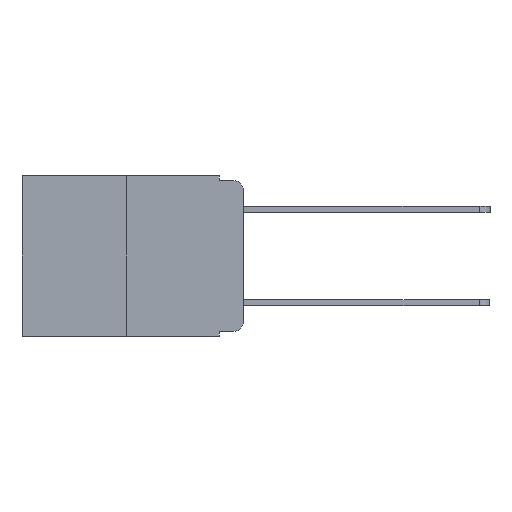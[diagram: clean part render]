
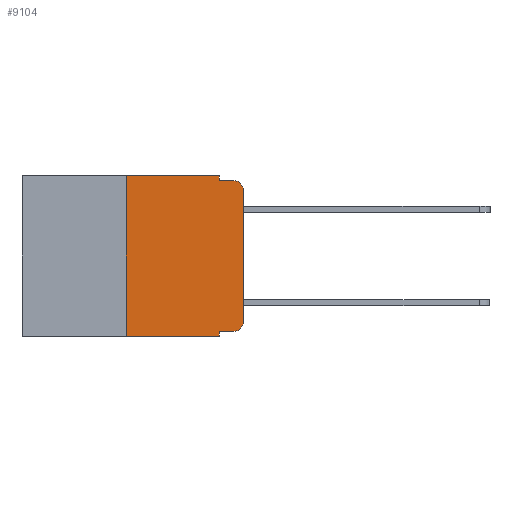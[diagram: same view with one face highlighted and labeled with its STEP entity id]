
A CAD part, left-side view. The second image highlights one B-rep face of the part: STEP entity #9104.
In plain terms, the highlighted planar face has unit normal (-1, 0, 0).
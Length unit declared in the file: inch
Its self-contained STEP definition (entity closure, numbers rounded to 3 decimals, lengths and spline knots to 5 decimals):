
#119 = EDGE_CURVE ( 'NONE', #13787, #11994, #10632, .T. ) ;
#219 = ORIENTED_EDGE ( 'NONE', *, *, #13853, .T. ) ;
#231 = EDGE_CURVE ( 'NONE', #1029, #13787, #7775, .T. ) ;
#242 = CARTESIAN_POINT ( 'NONE',  ( 0., 0.051, -0.333 ) ) ;
#276 = DIRECTION ( 'NONE',  ( 0., -1., 0. ) ) ;
#349 = CARTESIAN_POINT ( 'NONE',  ( 0., 0.051, -0.333 ) ) ;
#853 = VECTOR ( 'NONE', #13760, 39.37008 ) ;
#1029 = VERTEX_POINT ( 'NONE', #4240 ) ;
#1080 = LINE ( 'NONE', #2935, #7461 ) ;
#1146 = CARTESIAN_POINT ( 'NONE',  ( 0., 0.25, 0. ) ) ;
#1147 = EDGE_CURVE ( 'NONE', #11994, #11025, #4124, .T. ) ;
#1687 = ORIENTED_EDGE ( 'NONE', *, *, #3616, .T. ) ;
#1711 = CARTESIAN_POINT ( 'NONE',  ( 0., 0.02, -0.313 ) ) ;
#1731 = VERTEX_POINT ( 'NONE', #242 ) ;
#2009 = EDGE_CURVE ( 'NONE', #11025, #3472, #11693, .T. ) ;
#2048 = VERTEX_POINT ( 'NONE', #7540 ) ;
#2145 = PLANE ( 'NONE',  #8463 ) ;
#2225 = CARTESIAN_POINT ( 'NONE',  ( 0., 0.051, -0.01 ) ) ;
#2249 = CIRCLE ( 'NONE', #5832, 0.02 ) ;
#2455 = ORIENTED_EDGE ( 'NONE', *, *, #2009, .F. ) ;
#2798 = CARTESIAN_POINT ( 'NONE',  ( 0., 0.051, -0.01 ) ) ;
#2818 = EDGE_CURVE ( 'NONE', #3665, #3472, #13062, .T. ) ;
#2935 = CARTESIAN_POINT ( 'NONE',  ( 0., 0.473, -0.343 ) ) ;
#2941 = DIRECTION ( 'NONE',  ( 0., 0., -1. ) ) ;
#3472 = VERTEX_POINT ( 'NONE', #13408 ) ;
#3616 = EDGE_CURVE ( 'NONE', #9981, #3665, #12107, .T. ) ;
#3632 = VECTOR ( 'NONE', #11521, 39.37008 ) ;
#3665 = VERTEX_POINT ( 'NONE', #9364 ) ;
#3729 = CARTESIAN_POINT ( 'NONE',  ( 0., 0.473, 0. ) ) ;
#3776 = DIRECTION ( 'NONE',  ( 0., -1., 0. ) ) ;
#3995 = CARTESIAN_POINT ( 'NONE',  ( 0., 0.25, 0. ) ) ;
#4124 = LINE ( 'NONE', #10429, #853 ) ;
#4240 = CARTESIAN_POINT ( 'NONE',  ( 0., 0.25, -0.343 ) ) ;
#4285 = DIRECTION ( 'NONE',  ( 0., 0., -1. ) ) ;
#4309 = EDGE_LOOP ( 'NONE', ( #1687, #6543, #2455, #8357, #4489, #7283, #7083, #12413, #219, #10130 ) ) ;
#4489 = ORIENTED_EDGE ( 'NONE', *, *, #119, .F. ) ;
#4537 = DIRECTION ( 'NONE',  ( 1., 0., 0. ) ) ;
#4889 = EDGE_CURVE ( 'NONE', #1029, #12514, #1080, .T. ) ;
#4920 = DIRECTION ( 'NONE',  ( 0., 0., 1. ) ) ;
#5381 = VECTOR ( 'NONE', #4285, 39.37008 ) ;
#5525 = CARTESIAN_POINT ( 'NONE',  ( 0., 0.051, -0.343 ) ) ;
#5553 = DIRECTION ( 'NONE',  ( -1., 0., 0. ) ) ;
#5832 = AXIS2_PLACEMENT_3D ( 'NONE', #1711, #9908, #2941 ) ;
#6543 = ORIENTED_EDGE ( 'NONE', *, *, #2818, .T. ) ;
#7083 = ORIENTED_EDGE ( 'NONE', *, *, #4889, .T. ) ;
#7283 = ORIENTED_EDGE ( 'NONE', *, *, #231, .F. ) ;
#7411 = CARTESIAN_POINT ( 'NONE',  ( 0., 0., -0.313 ) ) ;
#7461 = VECTOR ( 'NONE', #9905, 39.37008 ) ;
#7540 = CARTESIAN_POINT ( 'NONE',  ( 0., 0.02, -0.333 ) ) ;
#7610 = VECTOR ( 'NONE', #3776, 39.37008 ) ;
#7693 = FACE_OUTER_BOUND ( 'NONE', #4309, .T. ) ;
#7775 = LINE ( 'NONE', #1146, #8144 ) ;
#8144 = VECTOR ( 'NONE', #4920, 39.37008 ) ;
#8357 = ORIENTED_EDGE ( 'NONE', *, *, #1147, .F. ) ;
#8463 = AXIS2_PLACEMENT_3D ( 'NONE', #11453, #4537, #12577 ) ;
#8484 = LINE ( 'NONE', #14536, #5381 ) ;
#8712 = VECTOR ( 'NONE', #276, 39.37008 ) ;
#9104 = ADVANCED_FACE ( 'NONE', ( #7693 ), #2145, .F. ) ;
#9364 = CARTESIAN_POINT ( 'NONE',  ( 0., 0., -0.03 ) ) ;
#9905 = DIRECTION ( 'NONE',  ( 0., -1., 0. ) ) ;
#9908 = DIRECTION ( 'NONE',  ( -1., 0., 0. ) ) ;
#9981 = VERTEX_POINT ( 'NONE', #7411 ) ;
#10130 = ORIENTED_EDGE ( 'NONE', *, *, #13126, .T. ) ;
#10429 = CARTESIAN_POINT ( 'NONE',  ( 0., 0.051, 0. ) ) ;
#10579 = CARTESIAN_POINT ( 'NONE',  ( 0., 0.051, 0. ) ) ;
#10632 = LINE ( 'NONE', #3729, #7610 ) ;
#11025 = VERTEX_POINT ( 'NONE', #2225 ) ;
#11432 = AXIS2_PLACEMENT_3D ( 'NONE', #12422, #5553, #13499 ) ;
#11453 = CARTESIAN_POINT ( 'NONE',  ( 0., 0.473, 0. ) ) ;
#11521 = DIRECTION ( 'NONE',  ( 0., 0., 1. ) ) ;
#11693 = LINE ( 'NONE', #2798, #8712 ) ;
#11994 = VERTEX_POINT ( 'NONE', #10579 ) ;
#12107 = LINE ( 'NONE', #13733, #3632 ) ;
#12413 = ORIENTED_EDGE ( 'NONE', *, *, #14584, .F. ) ;
#12422 = CARTESIAN_POINT ( 'NONE',  ( 0., 0.02, -0.03 ) ) ;
#12514 = VERTEX_POINT ( 'NONE', #5525 ) ;
#12577 = DIRECTION ( 'NONE',  ( 0., 0., -1. ) ) ;
#13062 = CIRCLE ( 'NONE', #11432, 0.02 ) ;
#13126 = EDGE_CURVE ( 'NONE', #2048, #9981, #2249, .T. ) ;
#13165 = DIRECTION ( 'NONE',  ( 0., -1., 0. ) ) ;
#13408 = CARTESIAN_POINT ( 'NONE',  ( 0., 0.02, -0.01 ) ) ;
#13499 = DIRECTION ( 'NONE',  ( 0., 0., -1. ) ) ;
#13733 = CARTESIAN_POINT ( 'NONE',  ( 0., 0., 0. ) ) ;
#13760 = DIRECTION ( 'NONE',  ( 0., 0., -1. ) ) ;
#13787 = VERTEX_POINT ( 'NONE', #3995 ) ;
#13853 = EDGE_CURVE ( 'NONE', #1731, #2048, #14958, .T. ) ;
#14536 = CARTESIAN_POINT ( 'NONE',  ( 0., 0.051, 0. ) ) ;
#14584 = EDGE_CURVE ( 'NONE', #1731, #12514, #8484, .T. ) ;
#14603 = VECTOR ( 'NONE', #13165, 39.37008 ) ;
#14958 = LINE ( 'NONE', #349, #14603 ) ;
